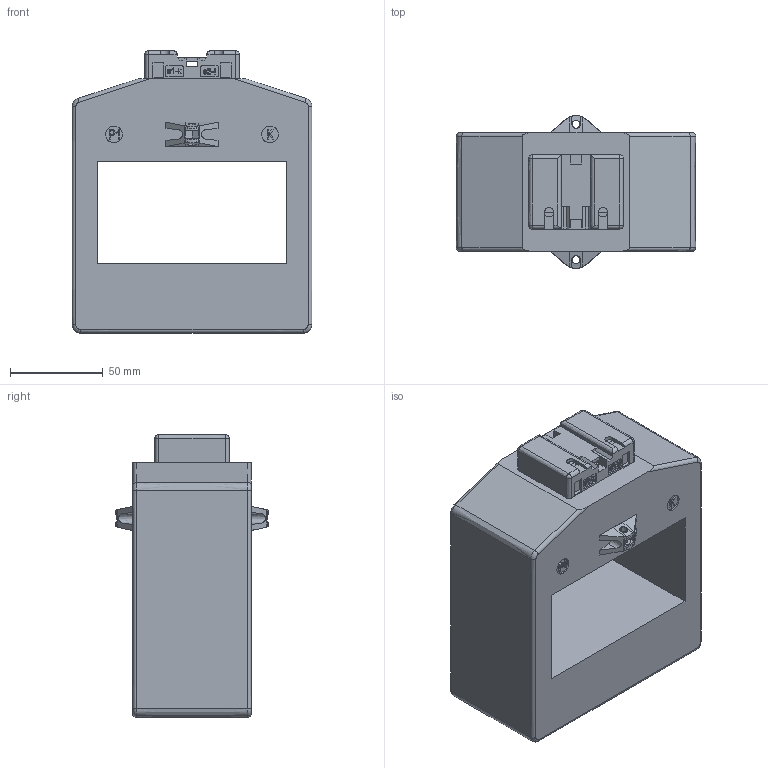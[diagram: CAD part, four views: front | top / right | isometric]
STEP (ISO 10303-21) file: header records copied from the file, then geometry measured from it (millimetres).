
FILE_DESCRIPTION(/* description */ (''),/* implementation_level */ '2;1');
FILE_NAME(/* name */ 'TAT101',/* time_stamp */ '2011-05-24T15:07:47+02:00',/* author */ (''),/* organization */ (''),/* preprocessor_version */ 'ST-DEVELOPER v8',/* originating_system */ '',/* authorisation */ '');
FILE_SCHEMA (('CONFIG_CONTROL_DESIGN'));
Length unit declared in the file: millimetre
Products named in the file (1): 1
Bounding box: 129 x 82.19 x 152 mm (x, y, z)
Volume: 773352.9 mm3; surface area: 86347.5 mm2
Topology: 9 solids, 9 shells, 352 faces, 922 edges, 590 vertices
Faces by surface type: bspline 352
Entity records: 13663 total; most frequent: CARTESIAN_POINT 8047, ORIENTED_EDGE 1844, EDGE_CURVE 922, B_SPLINE_CURVE_WITH_KNOTS 792, VERTEX_POINT 598, EDGE_LOOP 376, ADVANCED_FACE 352, FACE_OUTER_BOUND 352
